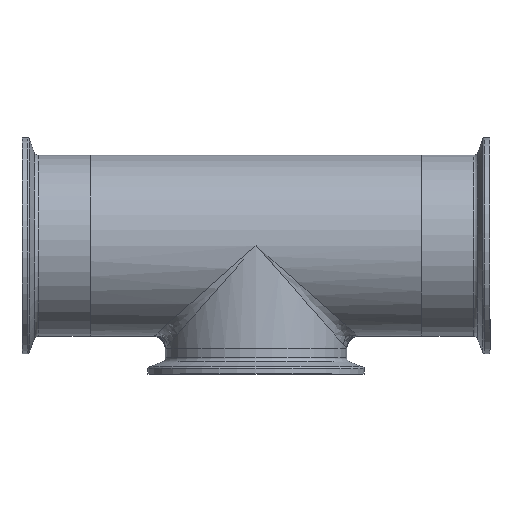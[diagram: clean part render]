
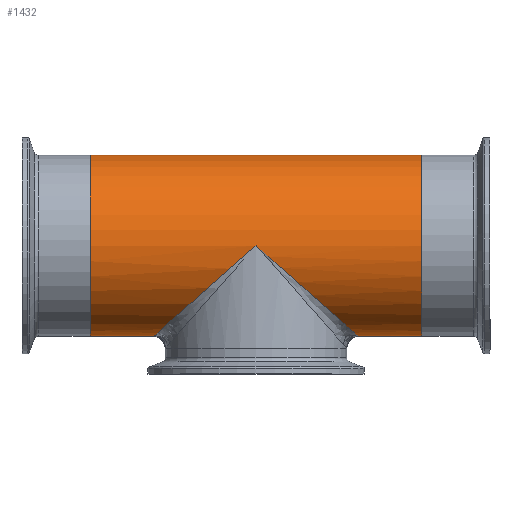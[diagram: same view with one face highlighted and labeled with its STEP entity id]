
A CAD part, top view. The second image highlights one B-rep face of the part: STEP entity #1432.
In plain terms, the highlighted cylindrical face has radius 38.1 mm (diameter 76.2 mm), a full revolution.
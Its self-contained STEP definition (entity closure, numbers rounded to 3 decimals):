
#500=CARTESIAN_POINT('',(16.,-38.1,0.));
#501=VERTEX_POINT('',#500);
#502=CARTESIAN_POINT('',(16.,0.0,0.));
#503=DIRECTION('',(1.0,0.0,0.0));
#504=DIRECTION('',(0.0,1.0,0.0));
#505=AXIS2_PLACEMENT_3D('',#502,#503,#504);
#506=CIRCLE('',#505,38.1);
#507=EDGE_CURVE('',#501,#501,#506,.T.);
#528=CARTESIAN_POINT('',(155.4,-38.1,0.));
#529=VERTEX_POINT('',#528);
#530=CARTESIAN_POINT('',(155.4,0.0,0.));
#531=DIRECTION('',(-1.0,0.0,0.0));
#532=DIRECTION('',(0.0,1.0,0.0));
#533=AXIS2_PLACEMENT_3D('',#530,#531,#532);
#534=CIRCLE('',#533,38.1);
#535=EDGE_CURVE('',#529,#529,#534,.T.);
#1216=CARTESIAN_POINT('',(85.7,0.0,38.1));
#1217=VERTEX_POINT('',#1216);
#1225=CARTESIAN_POINT('',(85.7,0.,-38.1));
#1226=VERTEX_POINT('',#1225);
#1227=CARTESIAN_POINT('',(85.7,0.0,0.));
#1228=DIRECTION('',(-0.662,0.749,0.));
#1229=DIRECTION('',(0.749,0.662,0.));
#1230=AXIS2_PLACEMENT_3D('',#1227,#1228,#1229);
#1231=ELLIPSE('',#1230,57.526,38.1);
#1232=EDGE_CURVE('',#1217,#1226,#1231,.T.);
#1332=CARTESIAN_POINT('',(85.7,0.0,0.));
#1333=DIRECTION('',(0.662,0.749,0.));
#1334=DIRECTION('',(-0.749,0.662,0.));
#1335=AXIS2_PLACEMENT_3D('',#1332,#1333,#1334);
#1336=ELLIPSE('',#1335,57.526,38.1);
#1337=EDGE_CURVE('',#1226,#1217,#1336,.T.);
#1417=CARTESIAN_POINT('',(85.7,0.0,0.));
#1418=DIRECTION('',(1.0,0.,0.));
#1419=DIRECTION('',(0.0,1.0,0.0));
#1420=AXIS2_PLACEMENT_3D('',#1417,#1418,#1419);
#1421=CYLINDRICAL_SURFACE('',#1420,38.1);
#1422=ORIENTED_EDGE('',*,*,#507,.T.);
#1423=EDGE_LOOP('',(#1422));
#1424=FACE_OUTER_BOUND('',#1423,.T.);
#1425=ORIENTED_EDGE('',*,*,#535,.T.);
#1426=EDGE_LOOP('',(#1425));
#1427=FACE_BOUND('',#1426,.T.);
#1428=ORIENTED_EDGE('',*,*,#1232,.F.);
#1429=ORIENTED_EDGE('',*,*,#1337,.F.);
#1430=EDGE_LOOP('',(#1428,#1429));
#1431=FACE_BOUND('',#1430,.T.);
#1432=ADVANCED_FACE('',(#1424,#1427,#1431),#1421,.T.);
